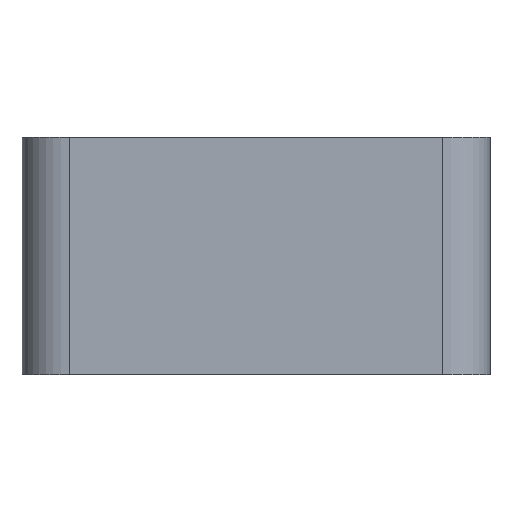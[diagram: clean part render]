
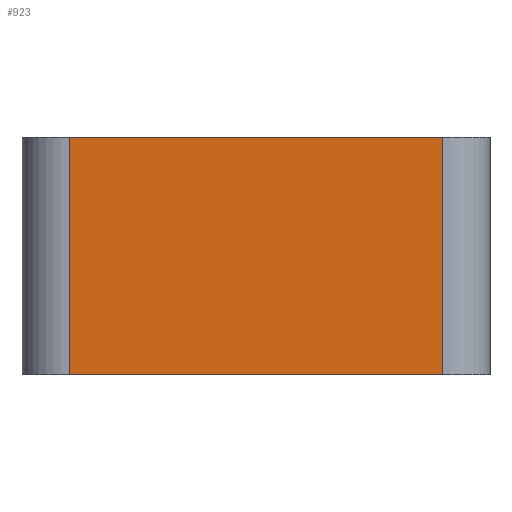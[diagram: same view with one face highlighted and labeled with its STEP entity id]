
A CAD part, left-side view. The second image highlights one B-rep face of the part: STEP entity #923.
In plain terms, the highlighted planar face has unit normal (-1, 0, 0).
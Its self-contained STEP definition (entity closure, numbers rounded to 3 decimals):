
#48=PLANE('',#1021);
#93=FACE_OUTER_BOUND('',#147,.T.);
#147=EDGE_LOOP('',(#821,#822,#823,#824));
#241=LINE('',#1548,#333);
#242=LINE('',#1551,#334);
#243=LINE('',#1553,#335);
#244=LINE('',#1554,#336);
#333=VECTOR('',#1277,10.);
#334=VECTOR('',#1280,10.);
#335=VECTOR('',#1281,10.);
#336=VECTOR('',#1282,10.);
#461=VERTEX_POINT('',#1544);
#462=VERTEX_POINT('',#1546);
#463=VERTEX_POINT('',#1550);
#464=VERTEX_POINT('',#1552);
#591=EDGE_CURVE('',#461,#462,#241,.T.);
#592=EDGE_CURVE('',#463,#461,#242,.T.);
#593=EDGE_CURVE('',#464,#462,#243,.T.);
#594=EDGE_CURVE('',#463,#464,#244,.T.);
#821=ORIENTED_EDGE('',*,*,#592,.T.);
#822=ORIENTED_EDGE('',*,*,#591,.T.);
#823=ORIENTED_EDGE('',*,*,#593,.F.);
#824=ORIENTED_EDGE('',*,*,#594,.F.);
#923=ADVANCED_FACE('',(#93),#48,.T.);
#1021=AXIS2_PLACEMENT_3D('',#1549,#1278,#1279);
#1277=DIRECTION('',(0.,0.,-1.));
#1278=DIRECTION('center_axis',(-1.,0.,0.));
#1279=DIRECTION('ref_axis',(0.,1.,0.));
#1280=DIRECTION('',(0.,1.,0.));
#1281=DIRECTION('',(0.,1.,0.));
#1282=DIRECTION('',(0.,0.,-1.));
#1544=CARTESIAN_POINT('',(-46.5,58.5,0.));
#1546=CARTESIAN_POINT('',(-46.5,58.5,-35.));
#1548=CARTESIAN_POINT('',(-46.5,58.5,0.));
#1549=CARTESIAN_POINT('Origin',(-46.5,3.5,0.));
#1550=CARTESIAN_POINT('',(-46.5,3.5,0.));
#1551=CARTESIAN_POINT('',(-46.5,3.5,0.));
#1552=CARTESIAN_POINT('',(-46.5,3.5,-35.));
#1553=CARTESIAN_POINT('',(-46.5,3.5,-35.));
#1554=CARTESIAN_POINT('',(-46.5,3.5,0.));
